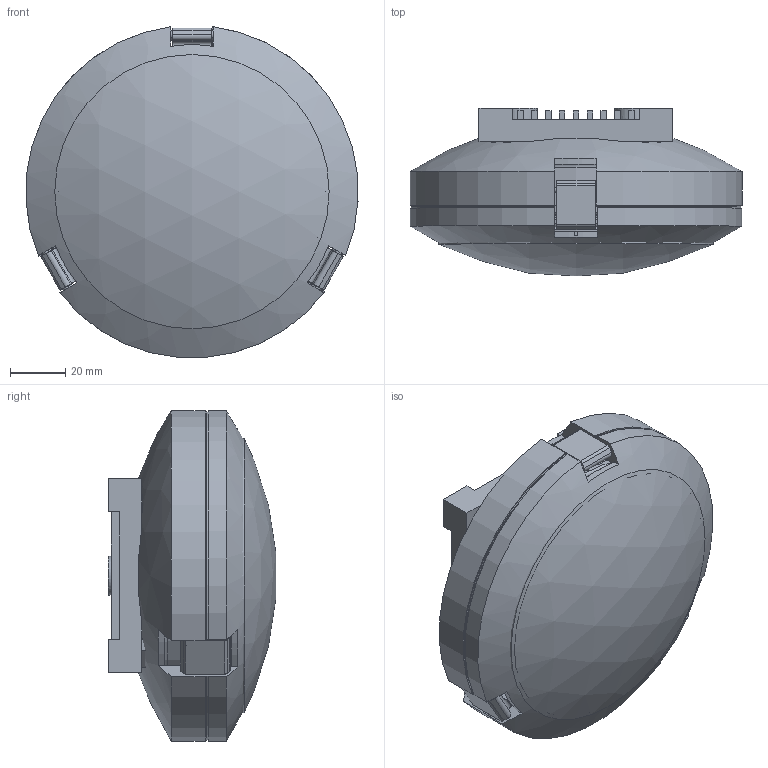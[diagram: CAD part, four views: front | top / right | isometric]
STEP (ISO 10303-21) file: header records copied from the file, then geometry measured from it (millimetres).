
FILE_DESCRIPTION(/* description */ (''),/* implementation_level */ '2;1');
FILE_NAME(/* name */ 'F309965150CRNE.stp',/* time_stamp */ '2020-01-16T11:55:48+01:00',/* author */ ('sghezzi'),/* organization */ (''),/* preprocessor_version */ 'ST-DEVELOPER v17.2',/* originating_system */ 'Autodesk Inventor 2019',/* authorisation */ '');
FILE_SCHEMA (('AUTOMOTIVE_DESIGN { 1 0 10303 214 3 1 1 }'));
Length unit declared in the file: millimetre
Products named in the file (13): Assieme1; 007309932_Corpo; scatola Nr coprimorsetti; 073099324_staffa PL; molla_PL_G9; Parte16; 006309901_Passacavo; 007309904_Riflettore; 003309940_Guarni Spugna Silic; Parte3; Fascia; 007309905_Molla Reggivetro inox; 007309909_Molla di tenuta
Assembly tree (16 placements, depth 2):
  Assieme1
    007309932_Corpo
    scatola Nr coprimorsetti
    073099324_staffa PL
    molla_PL_G9
    Parte16
    006309901_Passacavo
    007309904_Riflettore
    003309940_Guarni Spugna Silic
    Parte3
    Fascia
    007309905_Molla Reggivetro inox  x3
    007309909_Molla di tenuta  x3
Bounding box: 119.79 x 60.43 x 119.37 mm (x, y, z)
Volume: 154885.6 mm3; surface area: 147695.4 mm2
Topology: 19 solids, 19 shells, 772 faces, 2122 edges, 1422 vertices
Faces by surface type: plane 529, cylinder 204, torus 16, sphere 15, cone 8
Full cylindrical faces by diameter (mm): 1.5 x2, 2.5 x2, 3 x7, 3.2 x1, 5 x4, 6.3 x1, 6.5 x1, 7 x3, 8 x1, 9 x1, 10 x3, 11 x1, 14 x5, 16 x1, 17 x1, 19 x1, 81 x1, 82 x1, 84 x1, 86 x1, 92 x1, 95 x1, 96 x1, 98.986 x1, 100.986 x1
Entity records: 22279 total; most frequent: CARTESIAN_POINT 4371, DIRECTION 3692, ORIENTED_EDGE 3632, EDGE_CURVE 1816, AXIS2_PLACEMENT_3D 1251, VERTEX_POINT 1218, LINE 1190, VECTOR 1190
